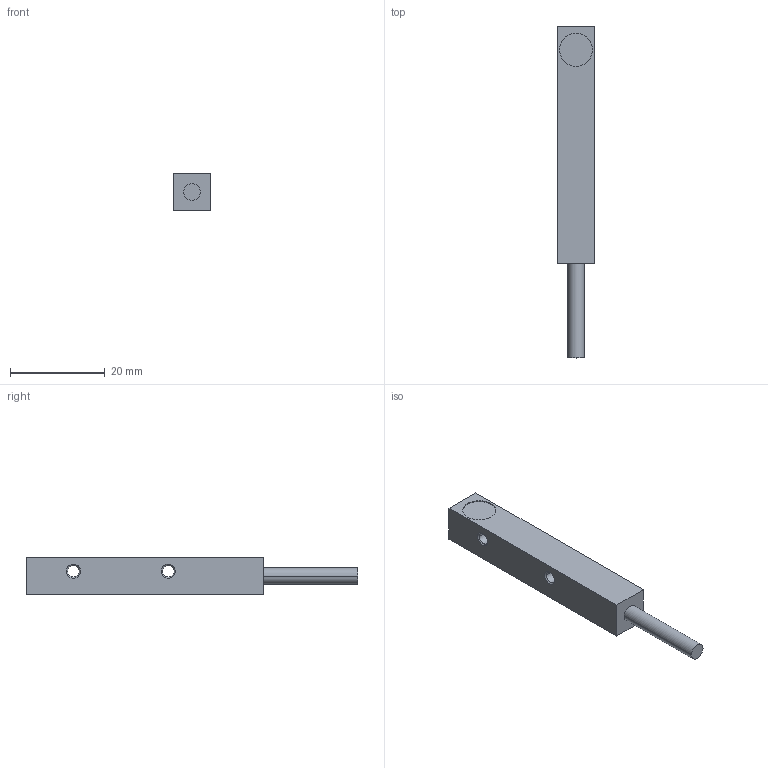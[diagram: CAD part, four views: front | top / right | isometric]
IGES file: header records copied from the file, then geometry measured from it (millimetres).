
Start section:  PTC IGES file: dw-ad-509-c8-390.igs
Global section: file name: dw-ad-509-c8-390.igs; native system:  by Parametric Technology Corporation; preprocessor: 2010230; organization: Unknown; date: 20110323.111728; units: millimetre
Bounding box: 8 x 70 x 8 mm (x, y, z)
Volume: 3305.6 mm3; surface area: 2053.5 mm2
Topology: 1 solids, 1 shells, 24 faces, 52 edges, 32 vertices
Faces by surface type: revolution 16, bspline 8
